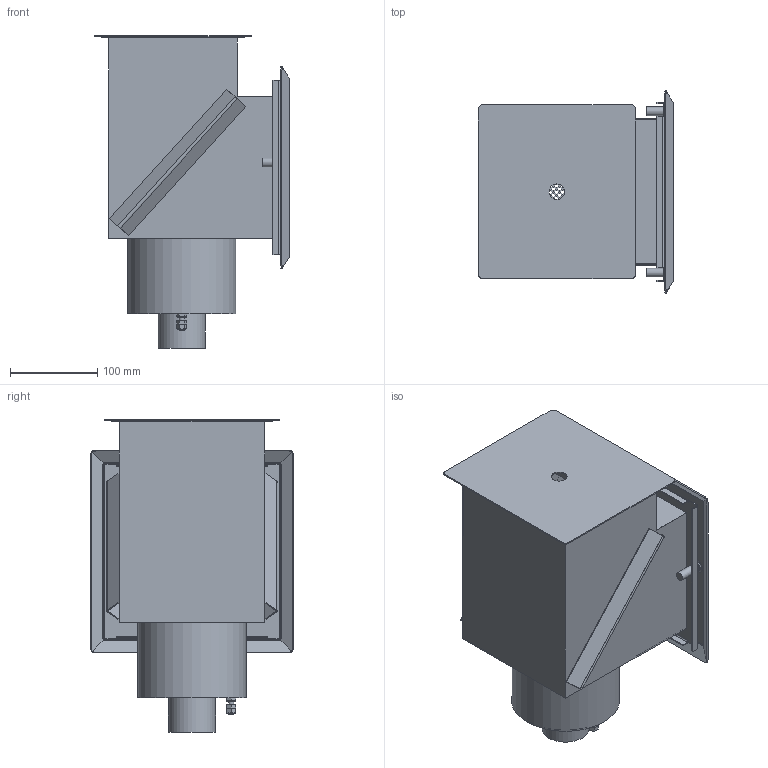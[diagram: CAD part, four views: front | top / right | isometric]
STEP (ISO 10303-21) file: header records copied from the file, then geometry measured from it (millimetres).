
FILE_DESCRIPTION(('STEP AP214'), '1');
FILE_NAME('Ð03-01 ñêèììåð 15', '2025-08-29T08:48:39', ('Runwill'), (''), 'C3D Converter', 'C3D Toolkit', '');
FILE_SCHEMA(('AUTOMOTIVE_DESIGN { 1 0 10303 214 3 1 1}'));
Length unit declared in the file: millimetre
Assembly tree (17 placements, depth 4):
  (unnamed)
    (unnamed)
      (unnamed)
      (unnamed)
        (unnamed)
        (unnamed)
        (unnamed)
    (unnamed)
      (unnamed)
        (unnamed)
        (unnamed)  x2
      (unnamed)  x2
    (unnamed)
    (unnamed)
    (unnamed)
    (unnamed)
Bounding box: 223.7 x 232.56 x 358.9 mm (x, y, z)
Volume: 763024.6 mm3; surface area: 845945.1 mm2
Topology: 14 solids, 14 shells, 3534 faces, 10351 edges, 6852 vertices
Faces by surface type: plane 3348, cylinder 135, cone 32, torus 17, bspline 2
Full cylindrical faces by diameter (mm): 0.9 x2, 4.4 x1, 4.917 x2, 5.7 x2, 6 x10, 7 x4, 7.5 x2, 10 x3, 11.34 x2, 18 x1, 54 x1, 120 x1, 121.8 x1, 124.2 x1
Entity records: 134719 total; most frequent: CARTESIAN_POINT 39291, ORIENTED_EDGE 20530, DIRECTION 17552, EDGE_CURVE 10265, VERTEX_POINT 6846, AXIS2_PLACEMENT_3D 5873, LINE 5806, VECTOR 5806
